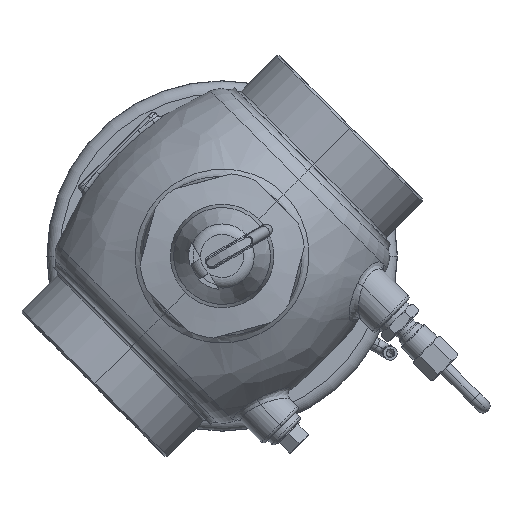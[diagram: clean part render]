
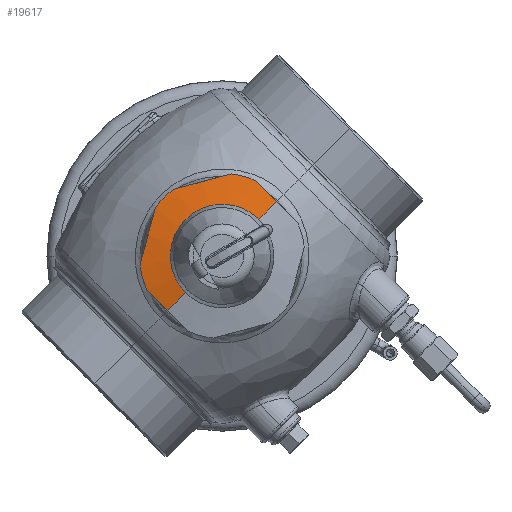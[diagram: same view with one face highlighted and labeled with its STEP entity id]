
A CAD part, left-side view. The second image highlights one B-rep face of the part: STEP entity #19617.
In plain terms, the highlighted conical face has half-angle 80 degrees and reference radius 23.75 mm.
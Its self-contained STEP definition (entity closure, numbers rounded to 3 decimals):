
#1=CARTESIAN_POINT('',(-182.072,23.8,17.431));
#2=CARTESIAN_POINT('',(-182.099,23.908,17.027));
#3=CARTESIAN_POINT('',(-182.149,24.124,16.22));
#4=CARTESIAN_POINT('',(-182.217,24.448,15.011));
#5=CARTESIAN_POINT('',(-182.275,24.772,13.801));
#6=CARTESIAN_POINT('',(-182.325,25.097,12.59));
#7=CARTESIAN_POINT('',(-182.365,25.421,11.378));
#8=CARTESIAN_POINT('',(-182.395,25.747,10.163));
#9=CARTESIAN_POINT('',(-182.415,26.073,8.946));
#10=CARTESIAN_POINT('',(-182.425,26.4,7.727));
#11=CARTESIAN_POINT('',(-182.425,26.726,6.508));
#12=CARTESIAN_POINT('',(-182.415,27.053,5.289));
#13=CARTESIAN_POINT('',(-182.395,27.379,4.072));
#14=CARTESIAN_POINT('',(-182.365,27.705,2.857));
#15=CARTESIAN_POINT('',(-182.325,28.029,1.645));
#16=CARTESIAN_POINT('',(-182.275,28.354,0.434));
#17=CARTESIAN_POINT('',(-182.217,28.678,-0.776));
#18=CARTESIAN_POINT('',(-182.149,29.002,-1.985));
#19=CARTESIAN_POINT('',(-182.099,29.218,-2.792));
#20=CARTESIAN_POINT('',(-182.072,29.326,-3.196));
#30=CARTESIAN_POINT('',(-184.1,0.,0.));
#31=DIRECTION('',(-1.,0.,0.));
#32=DIRECTION('',(0.,-0.707,0.707));
#33=AXIS2_PLACEMENT_3D('',#30,#31,#32);
#44=DIRECTION('',(0.174,-0.696,0.696));
#45=VECTOR('',#44,9.647);
#46=CARTESIAN_POINT('',(-184.1,-12.728,12.728));
#47=LINE('',#46,#45);
#48=DIRECTION('',(0.174,0.696,-0.696));
#49=VECTOR('',#48,9.647);
#50=CARTESIAN_POINT('',(-184.1,12.728,-12.728));
#51=LINE('',#50,#49);
#62=CARTESIAN_POINT('',(-182.425,-19.445,19.445));
#63=CARTESIAN_POINT('',(-182.425,-19.128,19.763));
#64=CARTESIAN_POINT('',(-182.421,-18.494,20.397));
#65=CARTESIAN_POINT('',(-182.404,-17.546,21.345));
#66=CARTESIAN_POINT('',(-182.375,-16.599,22.291));
#67=CARTESIAN_POINT('',(-182.335,-15.655,23.235));
#68=CARTESIAN_POINT('',(-182.285,-14.713,24.178));
#69=CARTESIAN_POINT('',(-182.224,-13.773,25.118));
#70=CARTESIAN_POINT('',(-182.154,-12.833,26.057));
#71=CARTESIAN_POINT('',(-182.1,-12.208,26.683));
#72=CARTESIAN_POINT('',(-182.072,-11.896,26.995));
#95=CARTESIAN_POINT('',(-182.072,0.,0.));
#96=DIRECTION('',(-1.,0.,0.));
#97=DIRECTION('',(0.,-0.403,0.915));
#98=AXIS2_PLACEMENT_3D('',#95,#96,#97);
#100=CARTESIAN_POINT('',(-182.072,-3.196,29.326));
#101=CARTESIAN_POINT('',(-182.099,-2.792,29.218));
#102=CARTESIAN_POINT('',(-182.149,-1.985,29.002));
#103=CARTESIAN_POINT('',(-182.217,-0.776,
28.678));
#104=CARTESIAN_POINT('',(-182.275,0.434,28.354));
#105=CARTESIAN_POINT('',(-182.325,1.645,28.029));
#106=CARTESIAN_POINT('',(-182.365,2.857,27.705));
#107=CARTESIAN_POINT('',(-182.395,4.072,27.379));
#108=CARTESIAN_POINT('',(-182.415,5.289,27.053));
#109=CARTESIAN_POINT('',(-182.425,6.508,26.726));
#110=CARTESIAN_POINT('',(-182.425,7.727,26.4));
#111=CARTESIAN_POINT('',(-182.415,8.946,26.073));
#112=CARTESIAN_POINT('',(-182.395,10.163,25.747));
#113=CARTESIAN_POINT('',(-182.365,11.378,25.421));
#114=CARTESIAN_POINT('',(-182.325,12.59,25.097));
#115=CARTESIAN_POINT('',(-182.275,13.801,24.772));
#116=CARTESIAN_POINT('',(-182.217,15.011,24.448));
#117=CARTESIAN_POINT('',(-182.149,16.22,24.124));
#118=CARTESIAN_POINT('',(-182.099,17.027,23.908));
#119=CARTESIAN_POINT('',(-182.072,17.431,23.8));
#129=CARTESIAN_POINT('',(-182.072,0.,0.));
#130=DIRECTION('',(-1.,0.,0.));
#131=DIRECTION('',(0.,0.591,0.807));
#132=AXIS2_PLACEMENT_3D('',#129,#130,#131);
#188=CARTESIAN_POINT('',(-182.072,26.995,-11.896));
#189=CARTESIAN_POINT('',(-182.097,26.717,-12.174));
#190=CARTESIAN_POINT('',(-182.145,26.159,-12.731));
#191=CARTESIAN_POINT('',(-182.21,25.324,-13.567));
#192=CARTESIAN_POINT('',(-182.266,24.487,-14.404));
#193=CARTESIAN_POINT('',(-182.314,23.65,-15.241));
#194=CARTESIAN_POINT('',(-182.354,22.812,-16.079));
#195=CARTESIAN_POINT('',(-182.386,21.973,-16.918));
#196=CARTESIAN_POINT('',(-182.408,21.132,-17.759));
#197=CARTESIAN_POINT('',(-182.422,20.29,-18.601));
#198=CARTESIAN_POINT('',(-182.425,19.727,-19.164));
#199=CARTESIAN_POINT('',(-182.425,19.445,-19.445));
#294=CARTESIAN_POINT('',(-182.072,0.,0.));
#295=DIRECTION('',(-1.,0.,0.));
#296=DIRECTION('',(0.,0.994,-0.108));
#297=AXIS2_PLACEMENT_3D('',#294,#295,#296);
#18968=VERTEX_POINT('',#188);
#18969=VERTEX_POINT('',#199);
#18970=VERTEX_POINT('',#62);
#18971=VERTEX_POINT('',#72);
#18972=VERTEX_POINT('',#100);
#18973=VERTEX_POINT('',#119);
#18974=VERTEX_POINT('',#1);
#18975=VERTEX_POINT('',#20);
#19230=CARTESIAN_POINT('',(-184.1,-12.728,
12.728));
#19232=VERTEX_POINT('',#19230);
#19233=CARTESIAN_POINT('',(-184.1,12.728,
-12.728));
#19234=VERTEX_POINT('',#19233);
#19591=CARTESIAN_POINT('',(-183.086,0.,0.));
#19592=DIRECTION('',(1.,0.,0.));
#19593=DIRECTION('',(0.,-0.707,0.707));
#19594=AXIS2_PLACEMENT_3D('',#19591,#19592,#19593);
#19595=CONICAL_SURFACE('',#19594,23.75,80.);
#19597=ORIENTED_EDGE('',*,*,#19596,.T.);
#19599=ORIENTED_EDGE('',*,*,#19598,.T.);
#19601=ORIENTED_EDGE('',*,*,#19600,.F.);
#19603=ORIENTED_EDGE('',*,*,#19602,.F.);
#19604=ORIENTED_EDGE('',*,*,#19580,.F.);
#19606=ORIENTED_EDGE('',*,*,#19605,.F.);
#19608=ORIENTED_EDGE('',*,*,#19607,.F.);
#19610=ORIENTED_EDGE('',*,*,#19609,.F.);
#19612=ORIENTED_EDGE('',*,*,#19611,.F.);
#19614=ORIENTED_EDGE('',*,*,#19613,.F.);
#19615=EDGE_LOOP('',(#19597,#19599,#19601,#19603,#19604,#19606,#19608,#19610,
#19612,#19614));
#19616=FACE_OUTER_BOUND('',#19615,.F.);
#19617=ADVANCED_FACE('',(#19616),#19595,.T.);
#21=B_SPLINE_CURVE_WITH_KNOTS('',3,(#1,#2,#3,#4,#5,#6,#7,#8,#9,#10,#11,#12,#13,
#14,#15,#16,#17,#18,#19,#20),.UNSPECIFIED.,.F.,.F.,(4,1,1,1,1,1,1,1,1,1,1,1,1,1,
1,1,1,4),(0.,0.059,0.118,0.176,
0.235,0.294,0.353,0.412,
0.471,0.529,0.588,0.647,
0.706,0.765,0.824,0.882,
0.941,1.),.UNSPECIFIED.);
#34=CIRCLE('',#33,18.);
#73=B_SPLINE_CURVE_WITH_KNOTS('',3,(#62,#63,#64,#65,#66,#67,#68,#69,#70,#71,
#72),.UNSPECIFIED.,.F.,.F.,(4,1,1,1,1,1,1,1,4),(0.,0.125,0.25,0.375,
0.5,0.625,0.75,0.875,1.),.UNSPECIFIED.);
#99=CIRCLE('',#98,29.5);
#120=B_SPLINE_CURVE_WITH_KNOTS('',3,(#100,#101,#102,#103,#104,#105,#106,#107,
#108,#109,#110,#111,#112,#113,#114,#115,#116,#117,#118,#119),.UNSPECIFIED.,.F.,
.F.,(4,1,1,1,1,1,1,1,1,1,1,1,1,1,1,1,1,4),(0.,0.059,
0.118,0.176,0.235,0.294,
0.353,0.412,0.471,0.529,
0.588,0.647,0.706,0.765,
0.824,0.882,0.941,1.),.UNSPECIFIED.);
#133=CIRCLE('',#132,29.5);
#200=B_SPLINE_CURVE_WITH_KNOTS('',3,(#188,#189,#190,#191,#192,#193,#194,#195,
#196,#197,#198,#199),.UNSPECIFIED.,.F.,.F.,(4,1,1,1,1,1,1,1,1,4),(0.,
0.111,0.222,0.333,0.444,
0.556,0.667,0.778,0.889,1.),
.UNSPECIFIED.);
#298=CIRCLE('',#297,29.5);
#19580=EDGE_CURVE('',#18974,#18975,#21,.T.);
#19596=EDGE_CURVE('',#19232,#19234,#34,.T.);
#19598=EDGE_CURVE('',#19234,#18969,#51,.T.);
#19600=EDGE_CURVE('',#18968,#18969,#200,.T.);
#19602=EDGE_CURVE('',#18975,#18968,#298,.T.);
#19605=EDGE_CURVE('',#18973,#18974,#133,.T.);
#19607=EDGE_CURVE('',#18972,#18973,#120,.T.);
#19609=EDGE_CURVE('',#18971,#18972,#99,.T.);
#19611=EDGE_CURVE('',#18970,#18971,#73,.T.);
#19613=EDGE_CURVE('',#19232,#18970,#47,.T.);
